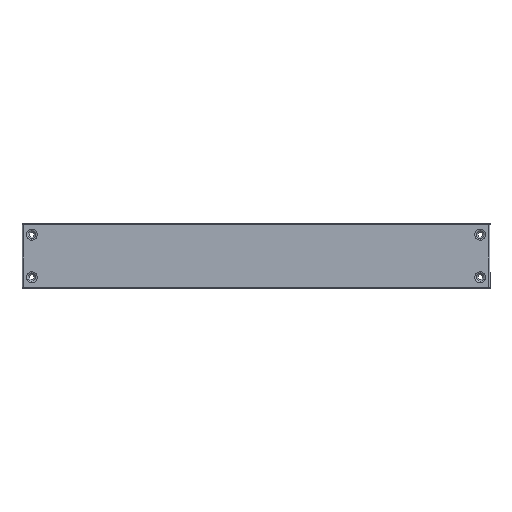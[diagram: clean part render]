
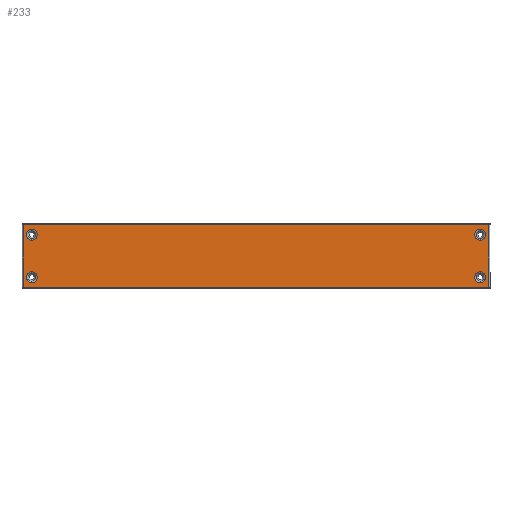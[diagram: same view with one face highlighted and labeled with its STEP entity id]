
A CAD part, top view. The second image highlights one B-rep face of the part: STEP entity #233.
In plain terms, the highlighted planar face has unit normal (0, 0, 1).
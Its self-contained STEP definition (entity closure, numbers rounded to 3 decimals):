
#3 = CARTESIAN_POINT ( 'NONE',  ( 356.2, -48.629, 0. ) ) ;
#11 = CARTESIAN_POINT ( 'NONE',  ( -343., -24.057, 0. ) ) ;
#33 = VERTEX_POINT ( 'NONE', #3072 ) ;
#59 = DIRECTION ( 'NONE',  ( 1., 0., 0. ) ) ;
#77 = CARTESIAN_POINT ( 'NONE',  ( 343., 24.057, 0. ) ) ;
#107 = DIRECTION ( 'NONE',  ( 0., 1., 0. ) ) ;
#119 = DIRECTION ( 'NONE',  ( 0., 0., 1. ) ) ;
#124 = VERTEX_POINT ( 'NONE', #327 ) ;
#144 = FACE_BOUND ( 'NONE', #2316, .T. ) ;
#147 = CARTESIAN_POINT ( 'NONE',  ( -343., 24.057, 0. ) ) ;
#175 = FACE_BOUND ( 'NONE', #2955, .T. ) ;
#233 = ADVANCED_FACE ( 'NONE', ( #144, #2384, #1173, #175, #2911 ), #2627, .F. ) ;
#247 = VECTOR ( 'NONE', #59, 1000. ) ;
#273 = CARTESIAN_POINT ( 'NONE',  ( 343., -24.057, 0. ) ) ;
#278 = CARTESIAN_POINT ( 'NONE',  ( -357.129, -47.7, 0. ) ) ;
#327 = CARTESIAN_POINT ( 'NONE',  ( 356.2, 47.7, 0. ) ) ;
#342 = DIRECTION ( 'NONE',  ( 0., 0., 1. ) ) ;
#365 = AXIS2_PLACEMENT_3D ( 'NONE', #1544, #2528, #2778 ) ;
#376 = EDGE_CURVE ( 'NONE', #2542, #1603, #1370, .T. ) ;
#394 = VERTEX_POINT ( 'NONE', #11 ) ;
#407 = VECTOR ( 'NONE', #1665, 1000. ) ;
#416 = CARTESIAN_POINT ( 'NONE',  ( 0., 0., 0. ) ) ;
#421 = DIRECTION ( 'NONE',  ( 0., 1., 0. ) ) ;
#435 = EDGE_LOOP ( 'NONE', ( #2814, #1831, #775, #1753 ) ) ;
#478 = VERTEX_POINT ( 'NONE', #77 ) ;
#483 = EDGE_LOOP ( 'NONE', ( #683, #1491 ) ) ;
#545 = VERTEX_POINT ( 'NONE', #1814 ) ;
#583 = DIRECTION ( 'NONE',  ( 0., 0., 1. ) ) ;
#616 = AXIS2_PLACEMENT_3D ( 'NONE', #2441, #1489, #1219 ) ;
#644 = LINE ( 'NONE', #1148, #407 ) ;
#662 = DIRECTION ( 'NONE',  ( 0., 0., 1. ) ) ;
#683 = ORIENTED_EDGE ( 'NONE', *, *, #2460, .F. ) ;
#706 = CARTESIAN_POINT ( 'NONE',  ( -343., -32.5, 0. ) ) ;
#713 = AXIS2_PLACEMENT_3D ( 'NONE', #706, #2728, #1462 ) ;
#717 = AXIS2_PLACEMENT_3D ( 'NONE', #2026, #119, #2830 ) ;
#775 = ORIENTED_EDGE ( 'NONE', *, *, #2375, .T. ) ;
#875 = CIRCLE ( 'NONE', #2785, 8.443 ) ;
#902 = ORIENTED_EDGE ( 'NONE', *, *, #2371, .F. ) ;
#923 = VECTOR ( 'NONE', #2963, 1000. ) ;
#981 = CARTESIAN_POINT ( 'NONE',  ( -356.2, -47.7, 0. ) ) ;
#1016 = LINE ( 'NONE', #3, #923 ) ;
#1128 = DIRECTION ( 'NONE',  ( 0., 0., -1. ) ) ;
#1148 = CARTESIAN_POINT ( 'NONE',  ( -356.2, 48.629, 0. ) ) ;
#1167 = AXIS2_PLACEMENT_3D ( 'NONE', #2800, #583, #3175 ) ;
#1173 = FACE_BOUND ( 'NONE', #483, .T. ) ;
#1219 = DIRECTION ( 'NONE',  ( 0., 1., 0. ) ) ;
#1234 = CIRCLE ( 'NONE', #365, 8.443 ) ;
#1237 = DIRECTION ( 'NONE',  ( -1., 0., 0. ) ) ;
#1370 = CIRCLE ( 'NONE', #1167, 8.443 ) ;
#1462 = DIRECTION ( 'NONE',  ( 0., 1., 0. ) ) ;
#1489 = DIRECTION ( 'NONE',  ( 0., 0., 1. ) ) ;
#1491 = ORIENTED_EDGE ( 'NONE', *, *, #2891, .F. ) ;
#1542 = CIRCLE ( 'NONE', #1692, 8.443 ) ;
#1544 = CARTESIAN_POINT ( 'NONE',  ( 343., -32.5, 0. ) ) ;
#1562 = DIRECTION ( 'NONE',  ( -1., 0., 0. ) ) ;
#1571 = CARTESIAN_POINT ( 'NONE',  ( -343., -32.5, 0. ) ) ;
#1586 = CIRCLE ( 'NONE', #1997, 8.443 ) ;
#1596 = EDGE_CURVE ( 'NONE', #2751, #2349, #2484, .T. ) ;
#1603 = VERTEX_POINT ( 'NONE', #1720 ) ;
#1665 = DIRECTION ( 'NONE',  ( 0., -1., 0. ) ) ;
#1688 = VECTOR ( 'NONE', #1237, 1000. ) ;
#1692 = AXIS2_PLACEMENT_3D ( 'NONE', #1571, #2773, #1829 ) ;
#1710 = CARTESIAN_POINT ( 'NONE',  ( 357.129, 47.7, 0. ) ) ;
#1720 = CARTESIAN_POINT ( 'NONE',  ( 343., -40.943, 0. ) ) ;
#1753 = ORIENTED_EDGE ( 'NONE', *, *, #2746, .T. ) ;
#1814 = CARTESIAN_POINT ( 'NONE',  ( -343., 40.943, 0. ) ) ;
#1829 = DIRECTION ( 'NONE',  ( 0., 1., 0. ) ) ;
#1831 = ORIENTED_EDGE ( 'NONE', *, *, #1596, .T. ) ;
#1914 = CARTESIAN_POINT ( 'NONE',  ( 343., 32.5, 0. ) ) ;
#1997 = AXIS2_PLACEMENT_3D ( 'NONE', #2548, #342, #107 ) ;
#2026 = CARTESIAN_POINT ( 'NONE',  ( -343., 32.5, 0. ) ) ;
#2054 = ORIENTED_EDGE ( 'NONE', *, *, #376, .F. ) ;
#2107 = CIRCLE ( 'NONE', #713, 8.443 ) ;
#2115 = CARTESIAN_POINT ( 'NONE',  ( 356.2, -47.7, 0. ) ) ;
#2155 = EDGE_LOOP ( 'NONE', ( #2909, #2558 ) ) ;
#2220 = LINE ( 'NONE', #1710, #1688 ) ;
#2227 = EDGE_CURVE ( 'NONE', #545, #2690, #1586, .T. ) ;
#2247 = AXIS2_PLACEMENT_3D ( 'NONE', #416, #1128, #1562 ) ;
#2275 = EDGE_CURVE ( 'NONE', #3104, #2751, #644, .T. ) ;
#2316 = EDGE_LOOP ( 'NONE', ( #2054, #2887 ) ) ;
#2347 = CARTESIAN_POINT ( 'NONE',  ( -356.2, 47.7, 0. ) ) ;
#2349 = VERTEX_POINT ( 'NONE', #2115 ) ;
#2371 = EDGE_CURVE ( 'NONE', #2829, #478, #875, .T. ) ;
#2375 = EDGE_CURVE ( 'NONE', #2349, #124, #1016, .T. ) ;
#2384 = FACE_BOUND ( 'NONE', #2155, .T. ) ;
#2441 = CARTESIAN_POINT ( 'NONE',  ( 343., 32.5, 0. ) ) ;
#2460 = EDGE_CURVE ( 'NONE', #394, #33, #2107, .T. ) ;
#2484 = LINE ( 'NONE', #278, #247 ) ;
#2528 = DIRECTION ( 'NONE',  ( 0., 0., 1. ) ) ;
#2542 = VERTEX_POINT ( 'NONE', #273 ) ;
#2548 = CARTESIAN_POINT ( 'NONE',  ( -343., 32.5, 0. ) ) ;
#2558 = ORIENTED_EDGE ( 'NONE', *, *, #2585, .F. ) ;
#2585 = EDGE_CURVE ( 'NONE', #2690, #545, #2732, .T. ) ;
#2591 = ORIENTED_EDGE ( 'NONE', *, *, #2766, .F. ) ;
#2596 = EDGE_CURVE ( 'NONE', #1603, #2542, #1234, .T. ) ;
#2627 = PLANE ( 'NONE',  #2247 ) ;
#2690 = VERTEX_POINT ( 'NONE', #147 ) ;
#2728 = DIRECTION ( 'NONE',  ( 0., 0., 1. ) ) ;
#2732 = CIRCLE ( 'NONE', #717, 8.443 ) ;
#2746 = EDGE_CURVE ( 'NONE', #124, #3104, #2220, .T. ) ;
#2751 = VERTEX_POINT ( 'NONE', #981 ) ;
#2766 = EDGE_CURVE ( 'NONE', #478, #2829, #2788, .T. ) ;
#2773 = DIRECTION ( 'NONE',  ( 0., 0., 1. ) ) ;
#2778 = DIRECTION ( 'NONE',  ( 0., 1., 0. ) ) ;
#2785 = AXIS2_PLACEMENT_3D ( 'NONE', #1914, #662, #421 ) ;
#2788 = CIRCLE ( 'NONE', #616, 8.443 ) ;
#2800 = CARTESIAN_POINT ( 'NONE',  ( 343., -32.5, 0. ) ) ;
#2814 = ORIENTED_EDGE ( 'NONE', *, *, #2275, .T. ) ;
#2829 = VERTEX_POINT ( 'NONE', #3188 ) ;
#2830 = DIRECTION ( 'NONE',  ( 0., 1., 0. ) ) ;
#2887 = ORIENTED_EDGE ( 'NONE', *, *, #2596, .F. ) ;
#2891 = EDGE_CURVE ( 'NONE', #33, #394, #1542, .T. ) ;
#2909 = ORIENTED_EDGE ( 'NONE', *, *, #2227, .F. ) ;
#2911 = FACE_OUTER_BOUND ( 'NONE', #435, .T. ) ;
#2955 = EDGE_LOOP ( 'NONE', ( #902, #2591 ) ) ;
#2963 = DIRECTION ( 'NONE',  ( 0., 1., 0. ) ) ;
#3072 = CARTESIAN_POINT ( 'NONE',  ( -343., -40.943, 0. ) ) ;
#3104 = VERTEX_POINT ( 'NONE', #2347 ) ;
#3175 = DIRECTION ( 'NONE',  ( 0., 1., 0. ) ) ;
#3188 = CARTESIAN_POINT ( 'NONE',  ( 343., 40.943, 0. ) ) ;
